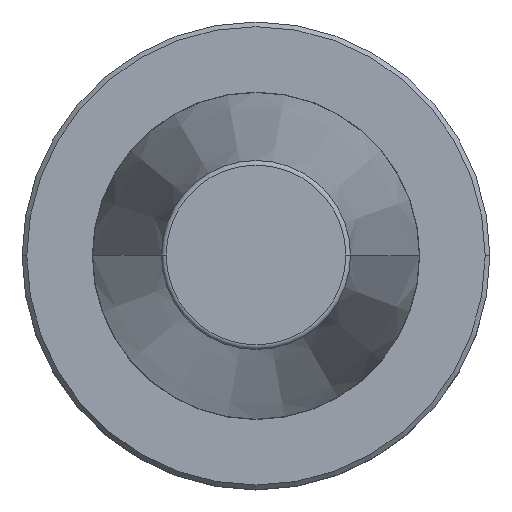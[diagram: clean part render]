
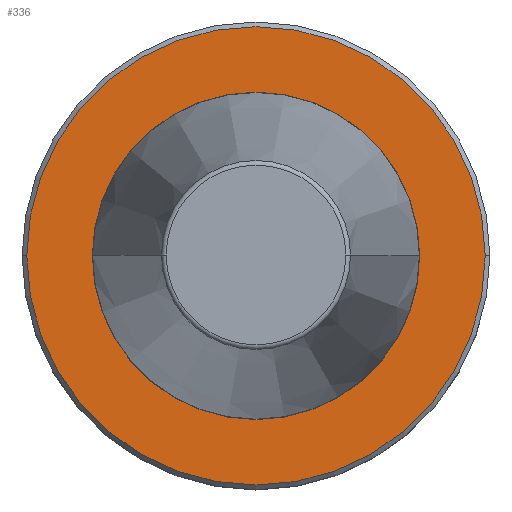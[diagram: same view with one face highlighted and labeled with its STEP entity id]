
A CAD part, top view. The second image highlights one B-rep face of the part: STEP entity #336.
In plain terms, the highlighted planar face has unit normal (0, 0, 1).
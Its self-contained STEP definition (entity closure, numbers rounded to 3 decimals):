
#4 = DIRECTION ( 'NONE',  ( 0., 0., 1. ) ) ;
#63 = AXIS2_PLACEMENT_3D ( 'NONE', #667, #98, #762 ) ;
#98 = DIRECTION ( 'NONE',  ( 0., 0., 1. ) ) ;
#118 = DIRECTION ( 'NONE',  ( -1., 0., 0. ) ) ;
#228 = DIRECTION ( 'NONE',  ( 0., 0., 1. ) ) ;
#230 = CIRCLE ( 'NONE', #612, 49. ) ;
#265 = CARTESIAN_POINT ( 'NONE',  ( 0., 0., -3. ) ) ;
#302 = CIRCLE ( 'NONE', #63, 49. ) ;
#316 = CIRCLE ( 'NONE', #1190, 35. ) ;
#321 = CIRCLE ( 'NONE', #1106, 35. ) ;
#336 = ADVANCED_FACE ( 'NONE', ( #411, #419 ), #1142, .F. ) ;
#365 = DIRECTION ( 'NONE',  ( 1., 0., 0. ) ) ;
#411 = FACE_BOUND ( 'NONE', #978, .T. ) ;
#419 = FACE_OUTER_BOUND ( 'NONE', #1072, .T. ) ;
#586 = CARTESIAN_POINT ( 'NONE',  ( 0., 0., -3. ) ) ;
#593 = CARTESIAN_POINT ( 'NONE',  ( 0., 49., -3. ) ) ;
#612 = AXIS2_PLACEMENT_3D ( 'NONE', #816, #228, #911 ) ;
#628 = CARTESIAN_POINT ( 'NONE',  ( 35., 0., -3. ) ) ;
#642 = VERTEX_POINT ( 'NONE', #668 ) ;
#667 = CARTESIAN_POINT ( 'NONE',  ( 0., 0., -3. ) ) ;
#668 = CARTESIAN_POINT ( 'NONE',  ( -49., 0., -3. ) ) ;
#672 = EDGE_CURVE ( 'NONE', #1124, #969, #316, .T. ) ;
#680 = DIRECTION ( 'NONE',  ( 1., 0., 0. ) ) ;
#690 = DIRECTION ( 'NONE',  ( 0., 0., -1. ) ) ;
#699 = EDGE_CURVE ( 'NONE', #969, #1124, #321, .T. ) ;
#742 = EDGE_CURVE ( 'NONE', #642, #865, #302, .T. ) ;
#762 = DIRECTION ( 'NONE',  ( 1., 0., 0. ) ) ;
#816 = CARTESIAN_POINT ( 'NONE',  ( 0., 0., -3. ) ) ;
#865 = VERTEX_POINT ( 'NONE', #945 ) ;
#911 = DIRECTION ( 'NONE',  ( 1., 0., 0. ) ) ;
#914 = EDGE_CURVE ( 'NONE', #865, #642, #230, .T. ) ;
#931 = CARTESIAN_POINT ( 'NONE',  ( -35., 0., -3. ) ) ;
#945 = CARTESIAN_POINT ( 'NONE',  ( 49., 0., -3. ) ) ;
#954 = DIRECTION ( 'NONE',  ( 0., 0., 1. ) ) ;
#969 = VERTEX_POINT ( 'NONE', #628 ) ;
#978 = EDGE_LOOP ( 'NONE', ( #1130, #1188 ) ) ;
#1006 = AXIS2_PLACEMENT_3D ( 'NONE', #593, #690, #118 ) ;
#1050 = ORIENTED_EDGE ( 'NONE', *, *, #914, .T. ) ;
#1072 = EDGE_LOOP ( 'NONE', ( #1200, #1050 ) ) ;
#1106 = AXIS2_PLACEMENT_3D ( 'NONE', #265, #954, #365 ) ;
#1124 = VERTEX_POINT ( 'NONE', #931 ) ;
#1130 = ORIENTED_EDGE ( 'NONE', *, *, #699, .F. ) ;
#1142 = PLANE ( 'NONE',  #1006 ) ;
#1188 = ORIENTED_EDGE ( 'NONE', *, *, #672, .F. ) ;
#1190 = AXIS2_PLACEMENT_3D ( 'NONE', #586, #4, #680 ) ;
#1200 = ORIENTED_EDGE ( 'NONE', *, *, #742, .T. ) ;
